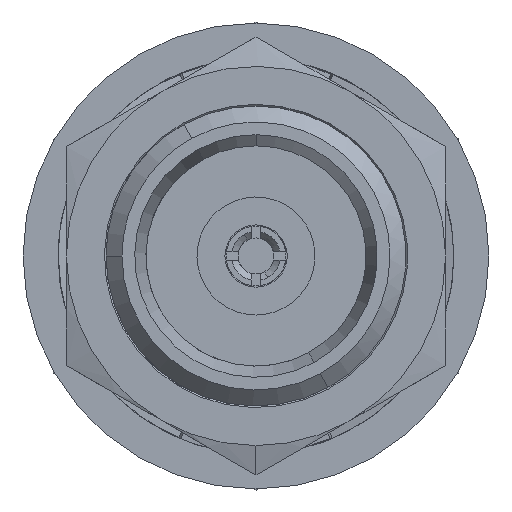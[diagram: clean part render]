
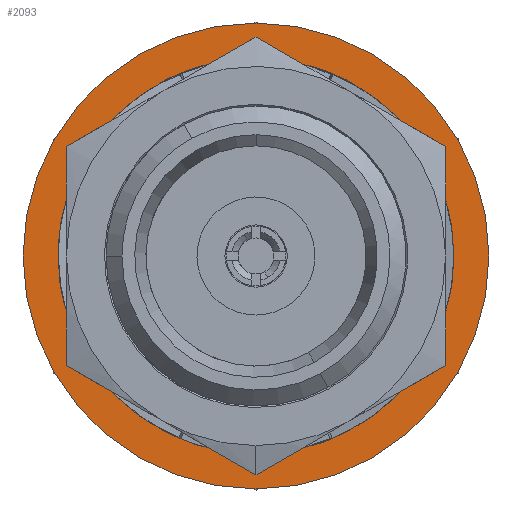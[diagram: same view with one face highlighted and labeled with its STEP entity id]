
A CAD part, left-side view. The second image highlights one B-rep face of the part: STEP entity #2093.
In plain terms, the highlighted planar face has unit normal (-1, 0, 0).
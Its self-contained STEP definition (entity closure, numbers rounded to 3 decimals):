
#94 = AXIS2_PLACEMENT_3D ( 'NONE', #2486, #3778, #3809 ) ;
#232 = CARTESIAN_POINT ( 'NONE',  ( -11.94, 3.1, 0.005 ) ) ;
#287 = CARTESIAN_POINT ( 'NONE',  ( -11.94, 2.199, -2.185 ) ) ;
#393 = EDGE_CURVE ( 'NONE', #7273, #1469, #8264, .T. ) ;
#405 = CARTESIAN_POINT ( 'NONE',  ( -11.94, -0.812, -3.018 ) ) ;
#639 = ORIENTED_EDGE ( 'NONE', *, *, #6817, .F. ) ;
#898 = CARTESIAN_POINT ( 'NONE',  ( -11.94, 3.016, -0.818 ) ) ;
#945 = B_SPLINE_CURVE_WITH_KNOTS ( 'NONE', 3,
 ( #232, #6823, #898, #8163, #4885, #287 ),
 .UNSPECIFIED., .F., .F.,
 ( 4, 2, 4 ),
 ( 0., 0.5, 1. ),
 .UNSPECIFIED. ) ;
#1071 = ORIENTED_EDGE ( 'NONE', *, *, #1268, .F. ) ;
#1106 = CARTESIAN_POINT ( 'NONE',  ( -11.94, 0., 0. ) ) ;
#1118 = CARTESIAN_POINT ( 'NONE',  ( -11.94, -2.186, -2.199 ) ) ;
#1148 = CIRCLE ( 'NONE', #4447, 3.65 ) ;
#1259 = ORIENTED_EDGE ( 'NONE', *, *, #5610, .F. ) ;
#1268 = EDGE_CURVE ( 'NONE', #8100, #3869, #2995, .T. ) ;
#1458 = CARTESIAN_POINT ( 'NONE',  ( -11.94, 0.83, -3.013 ) ) ;
#1469 = VERTEX_POINT ( 'NONE', #6468 ) ;
#1474 = CARTESIAN_POINT ( 'NONE',  ( -11.94, 3.1, 0.005 ) ) ;
#1494 = EDGE_CURVE ( 'NONE', #1820, #8100, #1802, .T. ) ;
#1539 = ORIENTED_EDGE ( 'NONE', *, *, #1969, .F. ) ;
#1547 = CARTESIAN_POINT ( 'NONE',  ( -11.94, 0.01, -3.1 ) ) ;
#1573 = CARTESIAN_POINT ( 'NONE',  ( -11.94, 0., 0. ) ) ;
#1656 = AXIS2_PLACEMENT_3D ( 'NONE', #1106, #4991, #4938 ) ;
#1802 = CIRCLE ( 'NONE', #3409, 3.1 ) ;
#1820 = VERTEX_POINT ( 'NONE', #8298 ) ;
#1969 = EDGE_CURVE ( 'NONE', #5867, #4544, #5897, .T. ) ;
#1999 = B_SPLINE_CURVE_WITH_KNOTS ( 'NONE', 3,
 ( #8172, #3646, #405, #4270, #2371, #5555 ),
 .UNSPECIFIED., .F., .F.,
 ( 4, 2, 4 ),
 ( 0., 0.5, 1. ),
 .UNSPECIFIED. ) ;
#2027 = CARTESIAN_POINT ( 'NONE',  ( -11.94, 2.708, 1.56 ) ) ;
#2093 = ADVANCED_FACE ( 'NONE', ( #4776, #5091 ), #3959, .F. ) ;
#2289 = EDGE_CURVE ( 'NONE', #1469, #7987, #1999, .T. ) ;
#2371 = CARTESIAN_POINT ( 'NONE',  ( -11.94, -1.881, -2.498 ) ) ;
#2403 = EDGE_LOOP ( 'NONE', ( #1071, #4606, #3764, #1539, #4067, #4652, #5965, #7907 ) ) ;
#2415 = DIRECTION ( 'NONE',  ( 0., 0., -1. ) ) ;
#2486 = CARTESIAN_POINT ( 'NONE',  ( -11.94, 0., 0. ) ) ;
#2590 = ORIENTED_EDGE ( 'NONE', *, *, #5750, .F. ) ;
#2612 = DIRECTION ( 'NONE',  ( 0., 0., -1. ) ) ;
#2812 = CARTESIAN_POINT ( 'NONE',  ( -11.94, 3.1, 0.005 ) ) ;
#2995 = B_SPLINE_CURVE_WITH_KNOTS ( 'NONE', 3,
 ( #6934, #5612, #2027, #6047, #6708, #1474 ),
 .UNSPECIFIED., .F., .F.,
 ( 4, 2, 4 ),
 ( 0., 0.5, 1. ),
 .UNSPECIFIED. ) ;
#3190 = VERTEX_POINT ( 'NONE', #6408 ) ;
#3230 = CARTESIAN_POINT ( 'NONE',  ( -11.94, -3.1, -0.005 ) ) ;
#3296 = CARTESIAN_POINT ( 'NONE',  ( -11.94, 0., 0. ) ) ;
#3339 = DIRECTION ( 'NONE',  ( 0., 0., -1. ) ) ;
#3409 = AXIS2_PLACEMENT_3D ( 'NONE', #6544, #6516, #2612 ) ;
#3525 = DIRECTION ( 'NONE',  ( -1., 0., 0. ) ) ;
#3646 = CARTESIAN_POINT ( 'NONE',  ( -11.94, -0.418, -3.099 ) ) ;
#3682 = AXIS2_PLACEMENT_3D ( 'NONE', #7272, #8513, #3339 ) ;
#3691 = CARTESIAN_POINT ( 'NONE',  ( -11.94, 3.65, 0. ) ) ;
#3697 = DIRECTION ( 'NONE',  ( 1., 0., 0. ) ) ;
#3764 = ORIENTED_EDGE ( 'NONE', *, *, #3855, .F. ) ;
#3778 = DIRECTION ( 'NONE',  ( -1., 0., 0. ) ) ;
#3809 = DIRECTION ( 'NONE',  ( 0., 0., -1. ) ) ;
#3810 = CARTESIAN_POINT ( 'NONE',  ( -11.94, -2.199, 2.185 ) ) ;
#3855 = EDGE_CURVE ( 'NONE', #4544, #1820, #4641, .T. ) ;
#3869 = VERTEX_POINT ( 'NONE', #2812 ) ;
#3941 = AXIS2_PLACEMENT_3D ( 'NONE', #7731, #4380, #2415 ) ;
#3959 = PLANE ( 'NONE',  #3682 ) ;
#4032 = CARTESIAN_POINT ( 'NONE',  ( -11.94, 0.436, -3.097 ) ) ;
#4067 = ORIENTED_EDGE ( 'NONE', *, *, #5622, .F. ) ;
#4098 = CARTESIAN_POINT ( 'NONE',  ( -11.94, 1.896, -2.487 ) ) ;
#4214 = AXIS2_PLACEMENT_3D ( 'NONE', #7640, #3697, #8300 ) ;
#4270 = CARTESIAN_POINT ( 'NONE',  ( -11.94, -1.544, -2.717 ) ) ;
#4380 = DIRECTION ( 'NONE',  ( -1., 0., 0. ) ) ;
#4447 = AXIS2_PLACEMENT_3D ( 'NONE', #3296, #6512, #4600 ) ;
#4476 = CARTESIAN_POINT ( 'NONE',  ( -11.94, 2.185, 2.199 ) ) ;
#4514 = CIRCLE ( 'NONE', #4214, 3.65 ) ;
#4544 = VERTEX_POINT ( 'NONE', #3810 ) ;
#4558 = CARTESIAN_POINT ( 'NONE',  ( -11.94, 0., -3.65 ) ) ;
#4600 = DIRECTION ( 'NONE',  ( 0., 0., -1. ) ) ;
#4606 = ORIENTED_EDGE ( 'NONE', *, *, #1494, .F. ) ;
#4641 = CIRCLE ( 'NONE', #5366, 3.1 ) ;
#4652 = ORIENTED_EDGE ( 'NONE', *, *, #2289, .F. ) ;
#4723 = CIRCLE ( 'NONE', #94, 3.1 ) ;
#4755 = CARTESIAN_POINT ( 'NONE',  ( -11.94, 2.199, -2.185 ) ) ;
#4776 = FACE_BOUND ( 'NONE', #2403, .T. ) ;
#4846 = CARTESIAN_POINT ( 'NONE',  ( -11.94, 1.559, -2.708 ) ) ;
#4885 = CARTESIAN_POINT ( 'NONE',  ( -11.94, 2.497, -1.883 ) ) ;
#4938 = DIRECTION ( 'NONE',  ( 0., 0., -1. ) ) ;
#4991 = DIRECTION ( 'NONE',  ( 1., 0., 0. ) ) ;
#5091 = FACE_OUTER_BOUND ( 'NONE', #8124, .T. ) ;
#5366 = AXIS2_PLACEMENT_3D ( 'NONE', #1573, #3525, #5429 ) ;
#5370 = VERTEX_POINT ( 'NONE', #4558 ) ;
#5429 = DIRECTION ( 'NONE',  ( 0., 0., -1. ) ) ;
#5555 = CARTESIAN_POINT ( 'NONE',  ( -11.94, -2.186, -2.199 ) ) ;
#5610 = EDGE_CURVE ( 'NONE', #3190, #5370, #4514, .T. ) ;
#5612 = CARTESIAN_POINT ( 'NONE',  ( -11.94, 2.487, 1.896 ) ) ;
#5622 = EDGE_CURVE ( 'NONE', #7987, #5867, #4723, .T. ) ;
#5750 = EDGE_CURVE ( 'NONE', #5370, #7586, #1148, .T. ) ;
#5867 = VERTEX_POINT ( 'NONE', #3230 ) ;
#5897 = CIRCLE ( 'NONE', #3941, 3.1 ) ;
#5965 = ORIENTED_EDGE ( 'NONE', *, *, #393, .F. ) ;
#6047 = CARTESIAN_POINT ( 'NONE',  ( -11.94, 3.013, 0.83 ) ) ;
#6408 = CARTESIAN_POINT ( 'NONE',  ( -11.94, -3.65, 0. ) ) ;
#6468 = CARTESIAN_POINT ( 'NONE',  ( -11.94, 0.01, -3.1 ) ) ;
#6512 = DIRECTION ( 'NONE',  ( 1., 0., 0. ) ) ;
#6516 = DIRECTION ( 'NONE',  ( -1., 0., 0. ) ) ;
#6544 = CARTESIAN_POINT ( 'NONE',  ( -11.94, 0., 0. ) ) ;
#6708 = CARTESIAN_POINT ( 'NONE',  ( -11.94, 3.096, 0.436 ) ) ;
#6778 = EDGE_CURVE ( 'NONE', #3869, #7273, #945, .T. ) ;
#6817 = EDGE_CURVE ( 'NONE', #7586, #3190, #6875, .T. ) ;
#6823 = CARTESIAN_POINT ( 'NONE',  ( -11.94, 3.098, -0.426 ) ) ;
#6875 = CIRCLE ( 'NONE', #1656, 3.65 ) ;
#6934 = CARTESIAN_POINT ( 'NONE',  ( -11.94, 2.185, 2.199 ) ) ;
#7272 = CARTESIAN_POINT ( 'NONE',  ( -11.94, 0., 0. ) ) ;
#7273 = VERTEX_POINT ( 'NONE', #7935 ) ;
#7586 = VERTEX_POINT ( 'NONE', #3691 ) ;
#7640 = CARTESIAN_POINT ( 'NONE',  ( -11.94, 0., 0. ) ) ;
#7731 = CARTESIAN_POINT ( 'NONE',  ( -11.94, 0., 0. ) ) ;
#7907 = ORIENTED_EDGE ( 'NONE', *, *, #6778, .F. ) ;
#7935 = CARTESIAN_POINT ( 'NONE',  ( -11.94, 2.199, -2.185 ) ) ;
#7987 = VERTEX_POINT ( 'NONE', #1118 ) ;
#8100 = VERTEX_POINT ( 'NONE', #4476 ) ;
#8124 = EDGE_LOOP ( 'NONE', ( #639, #2590, #1259 ) ) ;
#8163 = CARTESIAN_POINT ( 'NONE',  ( -11.94, 2.716, -1.547 ) ) ;
#8172 = CARTESIAN_POINT ( 'NONE',  ( -11.94, 0.01, -3.1 ) ) ;
#8264 = B_SPLINE_CURVE_WITH_KNOTS ( 'NONE', 3,
 ( #4755, #4098, #4846, #1458, #4032, #1547 ),
 .UNSPECIFIED., .F., .F.,
 ( 4, 2, 4 ),
 ( 0., 0.5, 1. ),
 .UNSPECIFIED. ) ;
#8298 = CARTESIAN_POINT ( 'NONE',  ( -11.94, -0.01, 3.1 ) ) ;
#8300 = DIRECTION ( 'NONE',  ( 0., 0., -1. ) ) ;
#8513 = DIRECTION ( 'NONE',  ( 1., 0., 0. ) ) ;
